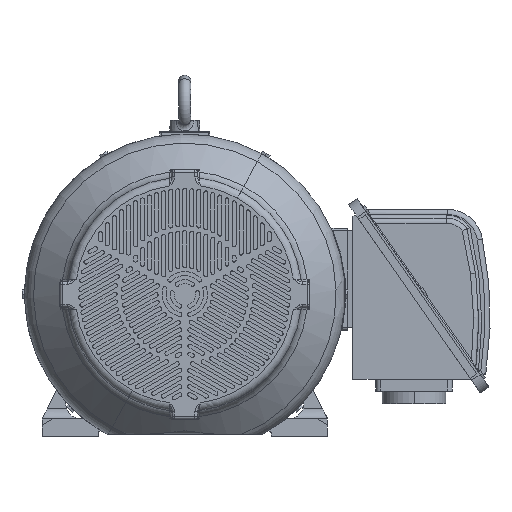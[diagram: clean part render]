
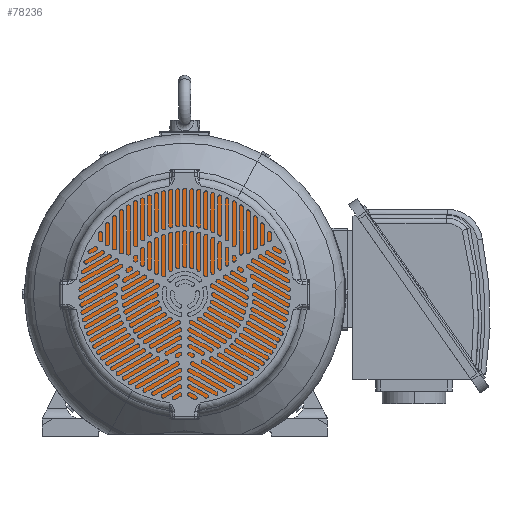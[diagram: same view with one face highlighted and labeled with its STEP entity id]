
A CAD part, left-side view. The second image highlights one B-rep face of the part: STEP entity #78236.
In plain terms, the highlighted planar face has unit normal (-1, 0, 0).
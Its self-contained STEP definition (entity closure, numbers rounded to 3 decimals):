
#8781=CARTESIAN_POINT('Vertex',(-620.,119.856,-219.396)) ;
#8784=CARTESIAN_POINT('Axis2P3D Location',(-620.,0.,0.)) ;
#8788=CARTESIAN_POINT('Vertex',(-620.,-119.856,219.396)) ;
#8805=CARTESIAN_POINT('Axis2P3D Location',(-620.,0.,0.)) ;
#78209=CARTESIAN_POINT('Axis2P3D Location',(-620.,0.,246.)) ;
#78218=CARTESIAN_POINT('Axis2P3D Location',(-620.,0.,0.)) ;
#78222=CARTESIAN_POINT('Vertex',(-620.,50.,0.)) ;
#78224=CARTESIAN_POINT('Vertex',(-620.,-50.,0.)) ;
#78227=CARTESIAN_POINT('Axis2P3D Location',(-620.,0.,0.)) ;
#8785=DIRECTION('Axis2P3D Direction',(1.,0.,0.)) ;
#8806=DIRECTION('Axis2P3D Direction',(1.,0.,0.)) ;
#78210=DIRECTION('Axis2P3D Direction',(1.,0.,0.)) ;
#78211=DIRECTION('Axis2P3D XDirection',(0.,1.,0.)) ;
#78219=DIRECTION('Axis2P3D Direction',(1.,0.,0.)) ;
#78228=DIRECTION('Axis2P3D Direction',(1.,0.,0.)) ;
#8786=AXIS2_PLACEMENT_3D('Circle Axis2P3D',#8784,#8785,$) ;
#8807=AXIS2_PLACEMENT_3D('Circle Axis2P3D',#8805,#8806,$) ;
#78212=AXIS2_PLACEMENT_3D('Plane Axis2P3D',#78209,#78210,#78211) ;
#78220=AXIS2_PLACEMENT_3D('Circle Axis2P3D',#78218,#78219,$) ;
#78229=AXIS2_PLACEMENT_3D('Circle Axis2P3D',#78227,#78228,$) ;
#78215=ORIENTED_EDGE('',*,*,#8809,.T.) ;
#78216=ORIENTED_EDGE('',*,*,#8790,.F.) ;
#78233=ORIENTED_EDGE('',*,*,#78226,.T.) ;
#78234=ORIENTED_EDGE('',*,*,#78231,.T.) ;
#78235=FACE_BOUND('',#78232,.T.) ;
#78236=ADVANCED_FACE('PartBody',(#78217,#78235),#78213,.F.) ;
#8787=CIRCLE('generated circle',#8786,250.) ;
#8808=CIRCLE('generated circle',#8807,250.) ;
#78221=CIRCLE('generated circle',#78220,50.) ;
#78230=CIRCLE('generated circle',#78229,50.) ;
#8790=EDGE_CURVE('',#8782,#8789,#8787,.T.) ;
#8809=EDGE_CURVE('',#8782,#8789,#8808,.F.) ;
#78226=EDGE_CURVE('',#78223,#78225,#78221,.T.) ;
#78231=EDGE_CURVE('',#78225,#78223,#78230,.T.) ;
#78214=EDGE_LOOP('',(#78215,#78216)) ;
#78232=EDGE_LOOP('',(#78233,#78234)) ;
#78217=FACE_OUTER_BOUND('',#78214,.T.) ;
#78213=PLANE('',#78212) ;
#8782=VERTEX_POINT('',#8781) ;
#8789=VERTEX_POINT('',#8788) ;
#78223=VERTEX_POINT('',#78222) ;
#78225=VERTEX_POINT('',#78224) ;
